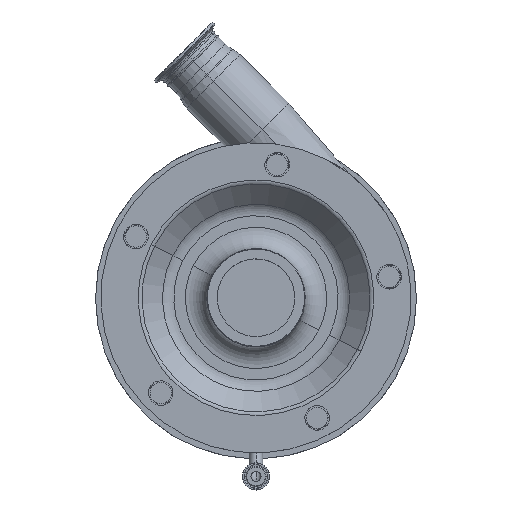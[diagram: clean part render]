
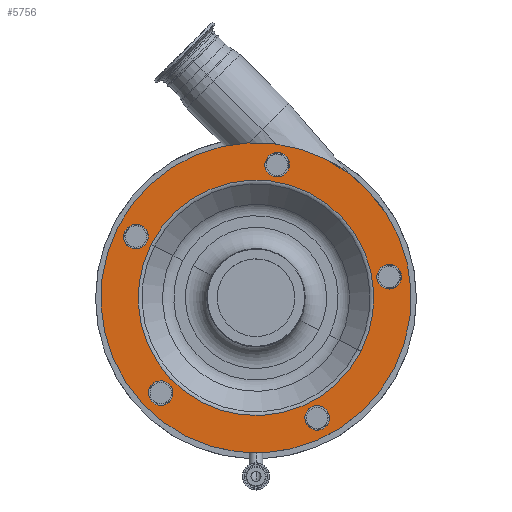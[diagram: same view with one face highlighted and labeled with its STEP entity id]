
A CAD part, top view. The second image highlights one B-rep face of the part: STEP entity #5756.
In plain terms, the highlighted planar face has unit normal (0, 0, 1).
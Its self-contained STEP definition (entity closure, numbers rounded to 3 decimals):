
#197 = DIRECTION ( 'NONE',  ( 0., 0., 1. ) ) ;
#395 = CARTESIAN_POINT ( 'NONE',  ( 0., 0., 295. ) ) ;
#439 = ORIENTED_EDGE ( 'NONE', *, *, #2019, .F. ) ;
#630 = CARTESIAN_POINT ( 'NONE',  ( 57.203, -112.267, 295. ) ) ;
#776 = FACE_BOUND ( 'NONE', #4221, .T. ) ;
#880 = FACE_BOUND ( 'NONE', #2969, .T. ) ;
#1000 = CARTESIAN_POINT ( 'NONE',  ( 46.956, -107.046, 295. ) ) ;
#1130 = ORIENTED_EDGE ( 'NONE', *, *, #6729, .F. ) ;
#1519 = CARTESIAN_POINT ( 'NONE',  ( 67.449, -117.488, 295. ) ) ;
#1672 = CARTESIAN_POINT ( 'NONE',  ( 124.449, 19.711, 295. ) ) ;
#1888 = CARTESIAN_POINT ( 'NONE',  ( -99.342, -83.875, 295. ) ) ;
#2019 = EDGE_CURVE ( 'NONE', #4681, #15046, #14789, .T. ) ;
#2112 = AXIS2_PLACEMENT_3D ( 'NONE', #12088, #7111, #2507 ) ;
#2120 = DIRECTION ( 'NONE',  ( -0.891, 0.454, 0. ) ) ;
#2139 = CIRCLE ( 'NONE', #13796, 11.5 ) ;
#2141 = CARTESIAN_POINT ( 'NONE',  ( 98.074, -49.971, 295. ) ) ;
#2221 = EDGE_CURVE ( 'NONE', #10565, #15514, #2139, .T. ) ;
#2343 = AXIS2_PLACEMENT_3D ( 'NONE', #395, #17897, #9965 ) ;
#2353 = VERTEX_POINT ( 'NONE', #8829 ) ;
#2427 = EDGE_CURVE ( 'NONE', #15046, #4681, #15106, .T. ) ;
#2507 = DIRECTION ( 'NONE',  ( -0.891, 0.454, 0. ) ) ;
#2541 = CIRCLE ( 'NONE', #14870, 11.5 ) ;
#2772 = CARTESIAN_POINT ( 'NONE',  ( 19.711, 124.449, 295. ) ) ;
#2818 = DIRECTION ( 'NONE',  ( 0., 0., 1. ) ) ;
#2874 = DIRECTION ( 'NONE',  ( 0., 0., 1. ) ) ;
#2969 = EDGE_LOOP ( 'NONE', ( #15485, #5856 ) ) ;
#3026 = DIRECTION ( 'NONE',  ( 0., 0., 1. ) ) ;
#3584 = EDGE_LOOP ( 'NONE', ( #1130, #18096 ) ) ;
#3663 = ORIENTED_EDGE ( 'NONE', *, *, #13848, .F. ) ;
#3685 = EDGE_CURVE ( 'NONE', #9577, #14818, #15065, .T. ) ;
#3881 = AXIS2_PLACEMENT_3D ( 'NONE', #6555, #197, #4786 ) ;
#3943 = ORIENTED_EDGE ( 'NONE', *, *, #3685, .F. ) ;
#3967 = ORIENTED_EDGE ( 'NONE', *, *, #2221, .F. ) ;
#3981 = CARTESIAN_POINT ( 'NONE',  ( 57.203, -112.267, 295. ) ) ;
#4131 = DIRECTION ( 'NONE',  ( 0., 0., 1. ) ) ;
#4221 = EDGE_LOOP ( 'NONE', ( #10855, #3943 ) ) ;
#4235 = DIRECTION ( 'NONE',  ( -0.891, 0.454, 0. ) ) ;
#4576 = FACE_BOUND ( 'NONE', #3584, .T. ) ;
#4681 = VERTEX_POINT ( 'NONE', #17169 ) ;
#4786 = DIRECTION ( 'NONE',  ( -0.891, 0.454, 0. ) ) ;
#4932 = ORIENTED_EDGE ( 'NONE', *, *, #11119, .T. ) ;
#5028 = CARTESIAN_POINT ( 'NONE',  ( 124.449, 19.711, 295. ) ) ;
#5081 = EDGE_CURVE ( 'NONE', #6305, #12522, #13831, .T. ) ;
#5440 = CARTESIAN_POINT ( 'NONE',  ( -129.196, 65.829, 295. ) ) ;
#5573 = CARTESIAN_POINT ( 'NONE',  ( 0., 0., 295. ) ) ;
#5685 = CIRCLE ( 'NONE', #18673, 110.071 ) ;
#5756 = ADVANCED_FACE ( 'NONE', ( #8711, #776, #880, #7251, #4576, #12699, #5934 ), #16977, .T. ) ;
#5795 = AXIS2_PLACEMENT_3D ( 'NONE', #9220, #10554, #18592 ) ;
#5851 = DIRECTION ( 'NONE',  ( -0.891, 0.454, 0. ) ) ;
#5856 = ORIENTED_EDGE ( 'NONE', *, *, #12323, .F. ) ;
#5934 = FACE_BOUND ( 'NONE', #19423, .T. ) ;
#6041 = CARTESIAN_POINT ( 'NONE',  ( -129.196, 65.829, 295. ) ) ;
#6056 = VERTEX_POINT ( 'NONE', #1519 ) ;
#6296 = EDGE_CURVE ( 'NONE', #12522, #6305, #5685, .T. ) ;
#6305 = VERTEX_POINT ( 'NONE', #2141 ) ;
#6555 = CARTESIAN_POINT ( 'NONE',  ( 0., 0., 295. ) ) ;
#6578 = CARTESIAN_POINT ( 'NONE',  ( -78.849, -94.316, 295. ) ) ;
#6619 = DIRECTION ( 'NONE',  ( 0., 0., 1. ) ) ;
#6729 = EDGE_CURVE ( 'NONE', #10064, #10654, #18332, .T. ) ;
#6730 = CARTESIAN_POINT ( 'NONE',  ( 29.957, 119.228, 295. ) ) ;
#6839 = ORIENTED_EDGE ( 'NONE', *, *, #6296, .F. ) ;
#7111 = DIRECTION ( 'NONE',  ( 0., 0., 1. ) ) ;
#7251 = FACE_BOUND ( 'NONE', #19264, .T. ) ;
#7507 = DIRECTION ( 'NONE',  ( 0., 0., 1. ) ) ;
#7883 = CIRCLE ( 'NONE', #8543, 11.5 ) ;
#8045 = DIRECTION ( 'NONE',  ( -0.891, 0.454, 0. ) ) ;
#8055 = DIRECTION ( 'NONE',  ( 0., 0., 1. ) ) ;
#8284 = ORIENTED_EDGE ( 'NONE', *, *, #5081, .F. ) ;
#8457 = DIRECTION ( 'NONE',  ( 0., 0., 1. ) ) ;
#8543 = AXIS2_PLACEMENT_3D ( 'NONE', #630, #8457, #19783 ) ;
#8557 = CIRCLE ( 'NONE', #3881, 145. ) ;
#8573 = EDGE_LOOP ( 'NONE', ( #4932, #8804 ) ) ;
#8711 = FACE_OUTER_BOUND ( 'NONE', #8573, .T. ) ;
#8804 = ORIENTED_EDGE ( 'NONE', *, *, #17658, .T. ) ;
#8829 = CARTESIAN_POINT ( 'NONE',  ( 129.196, -65.829, 295. ) ) ;
#9220 = CARTESIAN_POINT ( 'NONE',  ( -112.267, 57.203, 295. ) ) ;
#9267 = VERTEX_POINT ( 'NONE', #5440 ) ;
#9367 = DIRECTION ( 'NONE',  ( 0., -1., 0. ) ) ;
#9577 = VERTEX_POINT ( 'NONE', #6578 ) ;
#9723 = EDGE_CURVE ( 'NONE', #18728, #6056, #7883, .T. ) ;
#9933 = CARTESIAN_POINT ( 'NONE',  ( -89.095, -89.095, 295. ) ) ;
#9959 = CARTESIAN_POINT ( 'NONE',  ( -122.513, 62.424, 295. ) ) ;
#9965 = DIRECTION ( 'NONE',  ( -0.891, 0.454, 0. ) ) ;
#10064 = VERTEX_POINT ( 'NONE', #11325 ) ;
#10248 = DIRECTION ( 'NONE',  ( 0., 0., 1. ) ) ;
#10340 = AXIS2_PLACEMENT_3D ( 'NONE', #13966, #12487, #17390 ) ;
#10554 = DIRECTION ( 'NONE',  ( 0., 0., 1. ) ) ;
#10565 = VERTEX_POINT ( 'NONE', #12662 ) ;
#10570 = AXIS2_PLACEMENT_3D ( 'NONE', #5028, #8055, #14414 ) ;
#10654 = VERTEX_POINT ( 'NONE', #6730 ) ;
#10855 = ORIENTED_EDGE ( 'NONE', *, *, #14449, .F. ) ;
#11119 = EDGE_CURVE ( 'NONE', #9267, #2353, #8557, .T. ) ;
#11199 = EDGE_CURVE ( 'NONE', #10654, #10064, #2541, .T. ) ;
#11325 = CARTESIAN_POINT ( 'NONE',  ( 9.464, 129.67, 295. ) ) ;
#12047 = CARTESIAN_POINT ( 'NONE',  ( -112.267, 57.203, 295. ) ) ;
#12088 = CARTESIAN_POINT ( 'NONE',  ( -89.095, -89.095, 295. ) ) ;
#12100 = DIRECTION ( 'NONE',  ( -0.891, 0.454, 0. ) ) ;
#12323 = EDGE_CURVE ( 'NONE', #6056, #18728, #18878, .T. ) ;
#12487 = DIRECTION ( 'NONE',  ( 0., 0., 1. ) ) ;
#12493 = AXIS2_PLACEMENT_3D ( 'NONE', #13983, #2818, #5851 ) ;
#12522 = VERTEX_POINT ( 'NONE', #20538 ) ;
#12662 = CARTESIAN_POINT ( 'NONE',  ( 114.202, 24.932, 295. ) ) ;
#12699 = FACE_BOUND ( 'NONE', #17757, .T. ) ;
#12986 = CIRCLE ( 'NONE', #2343, 145. ) ;
#13505 = CIRCLE ( 'NONE', #18485, 11.5 ) ;
#13666 = ORIENTED_EDGE ( 'NONE', *, *, #2427, .F. ) ;
#13796 = AXIS2_PLACEMENT_3D ( 'NONE', #1672, #3026, #8045 ) ;
#13831 = CIRCLE ( 'NONE', #12493, 110.071 ) ;
#13848 = EDGE_CURVE ( 'NONE', #15514, #10565, #20248, .T. ) ;
#13966 = CARTESIAN_POINT ( 'NONE',  ( 19.711, 124.449, 295. ) ) ;
#13983 = CARTESIAN_POINT ( 'NONE',  ( 0., 0., 295. ) ) ;
#14414 = DIRECTION ( 'NONE',  ( -0.891, 0.454, 0. ) ) ;
#14449 = EDGE_CURVE ( 'NONE', #14818, #9577, #13505, .T. ) ;
#14789 = CIRCLE ( 'NONE', #5795, 11.5 ) ;
#14818 = VERTEX_POINT ( 'NONE', #1888 ) ;
#14870 = AXIS2_PLACEMENT_3D ( 'NONE', #2772, #2874, #4235 ) ;
#15046 = VERTEX_POINT ( 'NONE', #9959 ) ;
#15065 = CIRCLE ( 'NONE', #2112, 11.5 ) ;
#15106 = CIRCLE ( 'NONE', #16122, 11.5 ) ;
#15162 = DIRECTION ( 'NONE',  ( -0.891, 0.454, 0. ) ) ;
#15485 = ORIENTED_EDGE ( 'NONE', *, *, #9723, .F. ) ;
#15514 = VERTEX_POINT ( 'NONE', #16088 ) ;
#16088 = CARTESIAN_POINT ( 'NONE',  ( 134.695, 14.49, 295. ) ) ;
#16122 = AXIS2_PLACEMENT_3D ( 'NONE', #12047, #4131, #17825 ) ;
#16392 = AXIS2_PLACEMENT_3D ( 'NONE', #6041, #7507, #9367 ) ;
#16699 = DIRECTION ( 'NONE',  ( 0., 0., 1. ) ) ;
#16977 = PLANE ( 'NONE',  #16392 ) ;
#17169 = CARTESIAN_POINT ( 'NONE',  ( -102.02, 51.982, 295. ) ) ;
#17390 = DIRECTION ( 'NONE',  ( -0.891, 0.454, 0. ) ) ;
#17658 = EDGE_CURVE ( 'NONE', #2353, #9267, #12986, .T. ) ;
#17757 = EDGE_LOOP ( 'NONE', ( #13666, #439 ) ) ;
#17825 = DIRECTION ( 'NONE',  ( -0.891, 0.454, 0. ) ) ;
#17897 = DIRECTION ( 'NONE',  ( 0., 0., 1. ) ) ;
#18096 = ORIENTED_EDGE ( 'NONE', *, *, #11199, .F. ) ;
#18332 = CIRCLE ( 'NONE', #10340, 11.5 ) ;
#18485 = AXIS2_PLACEMENT_3D ( 'NONE', #9933, #6619, #2120 ) ;
#18592 = DIRECTION ( 'NONE',  ( -0.891, 0.454, 0. ) ) ;
#18673 = AXIS2_PLACEMENT_3D ( 'NONE', #5573, #10248, #15162 ) ;
#18728 = VERTEX_POINT ( 'NONE', #1000 ) ;
#18878 = CIRCLE ( 'NONE', #20541, 11.5 ) ;
#19264 = EDGE_LOOP ( 'NONE', ( #3967, #3663 ) ) ;
#19423 = EDGE_LOOP ( 'NONE', ( #6839, #8284 ) ) ;
#19783 = DIRECTION ( 'NONE',  ( -0.891, 0.454, 0. ) ) ;
#20248 = CIRCLE ( 'NONE', #10570, 11.5 ) ;
#20538 = CARTESIAN_POINT ( 'NONE',  ( -98.074, 49.971, 295. ) ) ;
#20541 = AXIS2_PLACEMENT_3D ( 'NONE', #3981, #16699, #12100 ) ;
